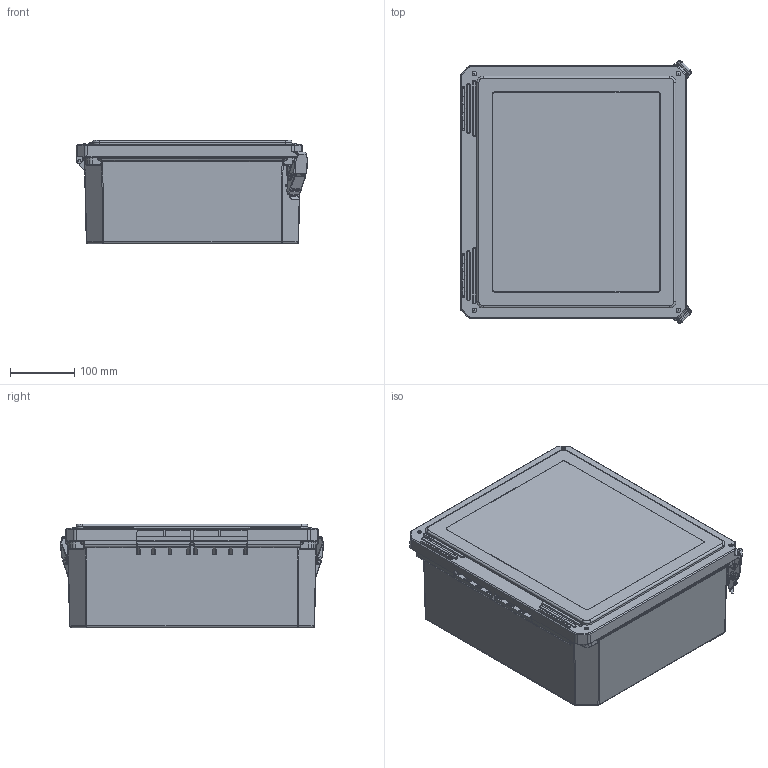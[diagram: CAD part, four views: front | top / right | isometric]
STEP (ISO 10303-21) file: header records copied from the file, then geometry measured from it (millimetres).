
FILE_DESCRIPTION(/* description */ (''),/* implementation_level */ '2;1');
FILE_NAME(/* name */ 'HW-141206CHQRW.stp',/* time_stamp */ '2016-08-25T14:13:21-05:00',/* author */ ('pmescher'),/* organization */ (''),/* preprocessor_version */ 'ST-DEVELOPER v16.5',/* originating_system */ 'Autodesk Inventor 2017',/* authorisation */ '');
FILE_SCHEMA (('AUTOMOTIVE_DESIGN { 1 0 10303 214 3 1 1 }'));
Products named in the file (16): DSW141206HPL_STP; DS141206BOX; BRASS INSERT-(; BRASS INSERT-(_1; BRASS INSERT-(_2; DSW141206CVR; GA141206; BRASS INSERT-(_3; DS COVER  BUSH; DS141208A; LATCH -1 Assembly; AT40005; Part1; Part2; LATCH HINGE; RMHINGAT40006-04
Assembly tree (32 placements, depth 3):
  DSW141206HPL_STP
    DS141206BOX
    BRASS INSERT-(  x4
    BRASS INSERT-(_1  x4
    BRASS INSERT-(_2  x4
    DSW141206CVR
    GA141206
    BRASS INSERT-(_3  x4
    DS COVER  BUSH  x4
    DS141208A
    LATCH -1 Assembly  x2
      AT40005
      Part1
      Part2
      LATCH HINGE
    RMHINGAT40006-04  x2
Bounding box: 360.4 x 409.74 x 161.07 mm (x, y, z)
Volume: 2215958.6 mm3; surface area: 1081452.7 mm2
Topology: 34 solids, 34 shells, 2322 faces, 5815 edges, 3486 vertices
Faces by surface type: cylinder 924, plane 818, bspline 355, torus 141, cone 48, sphere 36
Full cylindrical faces by diameter (mm): 3.429 x20, 3.48 x4, 3.81 x4, 3.861 x8, 3.962 x16, 5.3 x4, 5.563 x2, 5.766 x2, 6.248 x16, 6.401 x4, 6.426 x4, 7.62 x4, 7.937 x1, 7.938 x1, 9.525 x2, 11.049 x2
Entity records: 80834 total; most frequent: CARTESIAN_POINT 31388, DIRECTION 10488, ORIENTED_EDGE 10090, EDGE_CURVE 5045, AXIS2_PLACEMENT_3D 4000, VERTEX_POINT 3077, LINE 2488, VECTOR 2488
